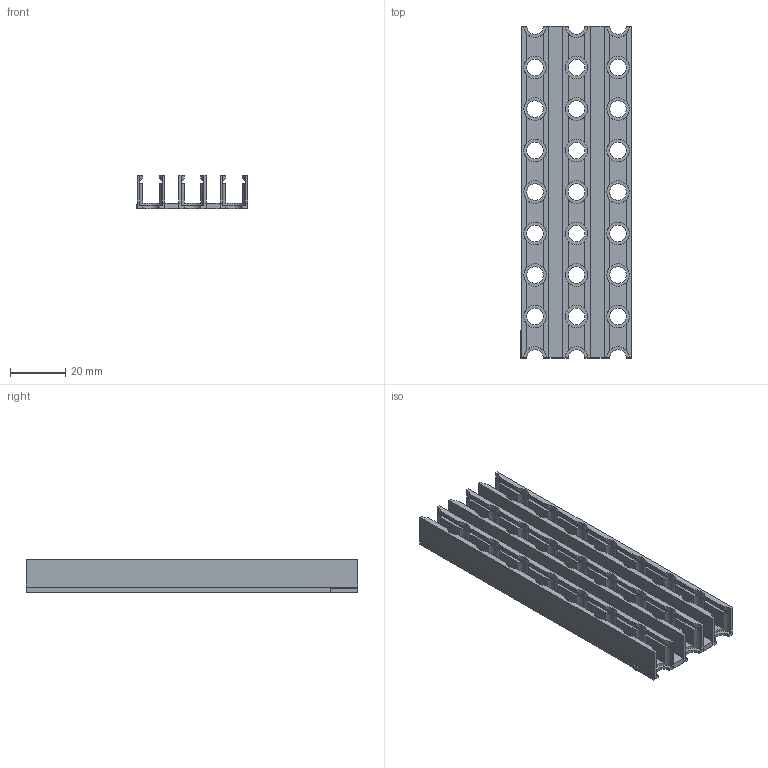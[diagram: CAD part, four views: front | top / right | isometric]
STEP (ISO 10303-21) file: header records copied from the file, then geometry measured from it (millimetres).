
FILE_DESCRIPTION(('FreeCAD Model'),'2;1');
FILE_NAME('Open CASCADE Shape Model','2025-12-06T20:57:45',(''),(''), 'Open CASCADE STEP processor 7.8','FreeCAD','Unknown');
FILE_SCHEMA(('AUTOMOTIVE_DESIGN { 1 0 10303 214 1 1 1 1 }'));
Length unit declared in the file: millimetre
Products named in the file (1): Body
Bounding box: 40.4 x 120 x 12 mm (x, y, z)
Volume: 19367.1 mm3; surface area: 25358.1 mm2
Topology: 1 solids, 1 shells, 399 faces, 1160 edges, 763 vertices
Faces by surface type: plane 345, cylinder 54
Full cylindrical faces by diameter (mm): 6 x21, 8.2 x21
Entity records: 13348 total; most frequent: DIRECTION 2356, CARTESIAN_POINT 2323, ORIENTED_EDGE 2320, EDGE_CURVE 1160, AXIS2_PLACEMENT_3D 796, LINE 764, VECTOR 764, VERTEX_POINT 763
